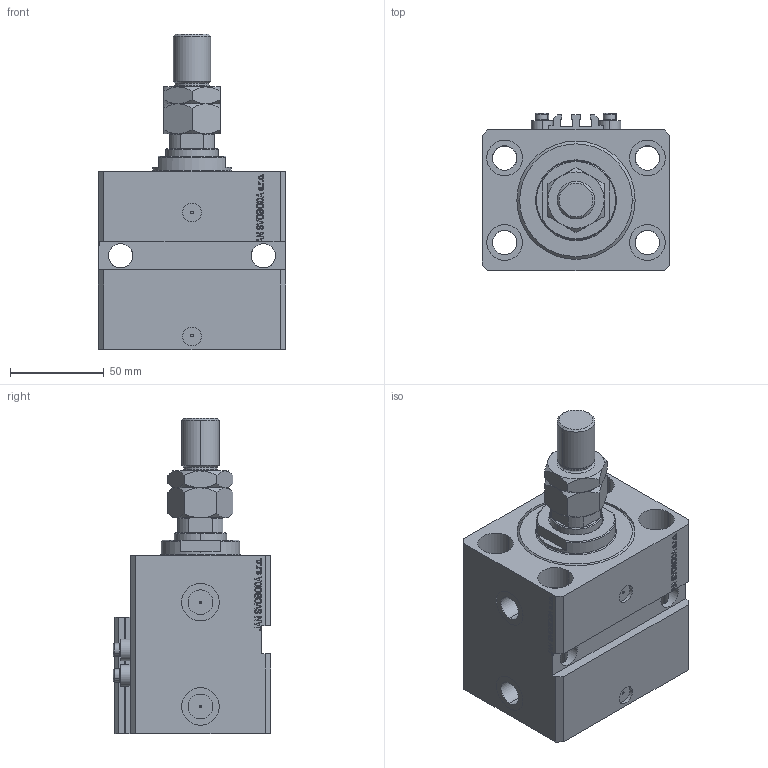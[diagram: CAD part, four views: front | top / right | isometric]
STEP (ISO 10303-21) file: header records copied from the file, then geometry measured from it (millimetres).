
FILE_DESCRIPTION (( 'STEP AP203' ), '1' );
FILE_NAME ('c2a7.STEP', '2022-04-09T15:28:08', ( '' ), ( '' ), 'SwSTEP 2.0', 'SolidWorks 2019', '' );
FILE_SCHEMA (( 'CONFIG_CONTROL_DESIGN' ));
Length unit declared in the file: millimetre
Products named in the file (6): V250CE_C_VCP 46309df0547ff88e0a3935d589c2dd6a; V250CE_VC_E 46309df0547ff88e0a3935d589c2dd6a; V250CE_E_Body 46309df0547ff88e0a3935d589c2dd6a; MTA 46309df0547ff88e0a3935d589c2dd6a; ALLEN BOLT V250CE 46309df0547ff88e0a3935d589c2dd6a; c2a7
Assembly tree (8 placements, depth 2):
  c2a7
    V250CE_E_Body 46309df0547ff88e0a3935d589c2dd6a
    ALLEN BOLT V250CE 46309df0547ff88e0a3935d589c2dd6a  x4
    V250CE_C_VCP 46309df0547ff88e0a3935d589c2dd6a
    V250CE_VC_E 46309df0547ff88e0a3935d589c2dd6a
    MTA 46309df0547ff88e0a3935d589c2dd6a
Bounding box: 100 x 84 x 167.9 mm (x, y, z)
Volume: 638843.8 mm3; surface area: 129391.1 mm2
Topology: 9 solids, 9 shells, 1137 faces, 2832 edges, 1829 vertices
Faces by surface type: plane 550, bspline 357, cylinder 130, cone 84, torus 16
Entity records: 49255 total; most frequent: CARTESIAN_POINT 25461, ORIENTED_EDGE 5354, DIRECTION 3559, EDGE_CURVE 2677, VERTEX_POINT 1745, VECTOR 1609, LINE 1609, EDGE_LOOP 1196
